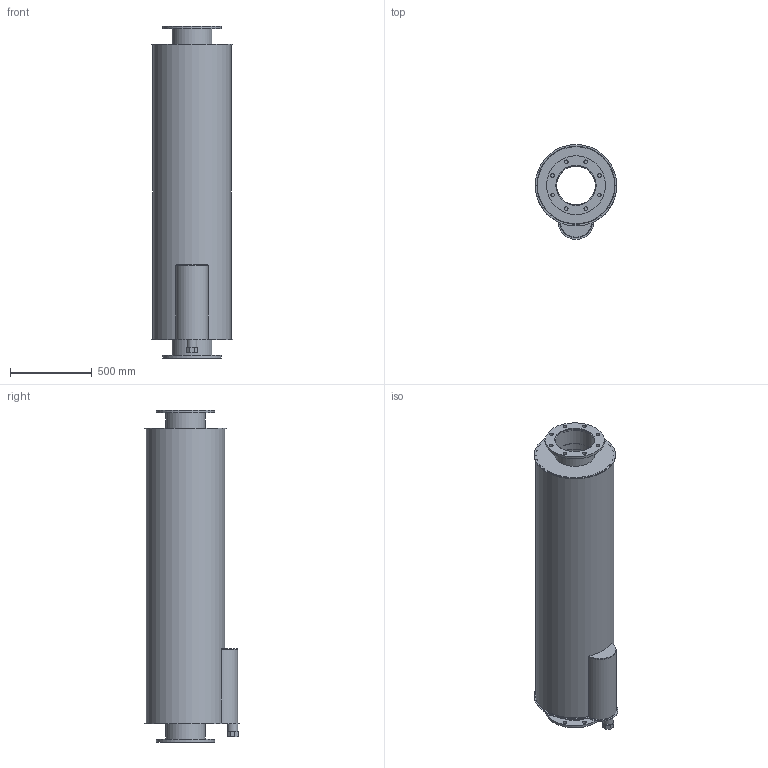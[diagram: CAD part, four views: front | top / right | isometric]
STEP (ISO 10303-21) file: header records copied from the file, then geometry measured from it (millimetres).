
FILE_DESCRIPTION(/* description */ (''),/* implementation_level */ '2;1');
FILE_NAME(/* name */ 'Vhd 09.stp',/* time_stamp */ '2015-01-21T10:58:03+01:00',/* author */ ('Tekenkamer'),/* organization */ (''),/* preprocessor_version */ 'ST-DEVELOPER v15.6',/* originating_system */ 'Autodesk Inventor 2015',/* authorisation */ '');
FILE_SCHEMA (('AUTOMOTIVE_DESIGN { 1 0 10303 214 3 1 1 }'));
Length unit declared in the file: millimetre
Products named in the file (1): MAAT3D
Bounding box: 498 x 577.4 x 2030 mm (x, y, z)
Volume: 12128723 mm3; surface area: 7045413.3 mm2
Topology: 11 solids, 11 shells, 70 faces, 144 edges, 96 vertices
Faces by surface type: cylinder 38, plane 32
Full cylindrical faces by diameter (mm): 22 x16, 54.1 x2, 60.3 x1, 238 x2, 244 x2, 246 x4, 360 x2, 472 x1, 478 x1, 498 x1
Entity records: 1845 total; most frequent: DIRECTION 330, CARTESIAN_POINT 279, ORIENTED_EDGE 224, EDGE_LOOP 152, AXIS2_PLACEMENT_3D 147, EDGE_CURVE 112, VERTEX_POINT 96, FACE_BOUND 82
